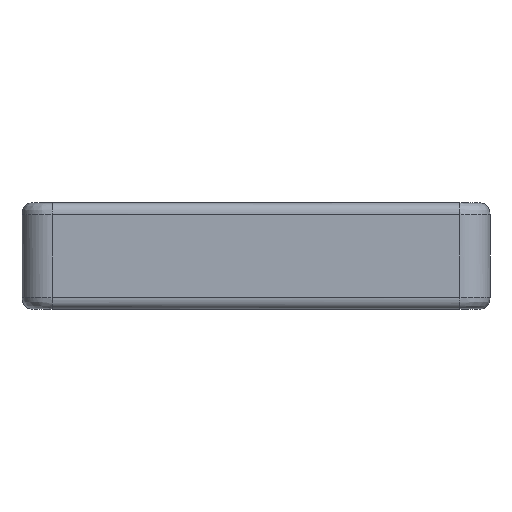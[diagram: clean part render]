
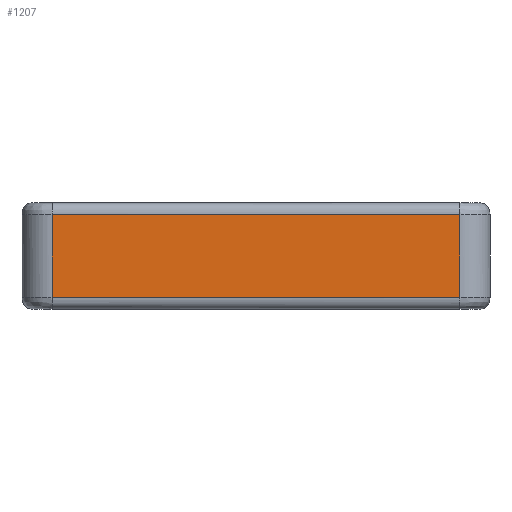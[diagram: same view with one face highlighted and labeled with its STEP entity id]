
A CAD part, left-side view. The second image highlights one B-rep face of the part: STEP entity #1207.
In plain terms, the highlighted planar face has unit normal (-1, 0, 0).
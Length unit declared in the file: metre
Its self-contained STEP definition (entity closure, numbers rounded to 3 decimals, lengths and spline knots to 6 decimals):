
#139=PLANE('',#1310);
#270=ORIENTED_EDGE('',*,*,#521,.T.);
#271=ORIENTED_EDGE('',*,*,#481,.T.);
#272=ORIENTED_EDGE('',*,*,#516,.T.);
#273=ORIENTED_EDGE('',*,*,#503,.T.);
#481=EDGE_CURVE('',#615,#617,#737,.T.);
#503=EDGE_CURVE('',#632,#630,#759,.T.);
#516=EDGE_CURVE('',#617,#632,#772,.T.);
#521=EDGE_CURVE('',#630,#615,#777,.T.);
#615=VERTEX_POINT('',#1984);
#617=VERTEX_POINT('',#2009);
#630=VERTEX_POINT('',#2279);
#632=VERTEX_POINT('',#2308);
#737=B_SPLINE_CURVE_WITH_KNOTS('',3,(#2010,#2011,#2012,#2013),
 .UNSPECIFIED.,.F.,.F.,(4,4),(0.,1.),.UNSPECIFIED.);
#759=B_SPLINE_CURVE_WITH_KNOTS('',3,(#2304,#2305,#2306,#2307),
 .UNSPECIFIED.,.F.,.F.,(4,4),(0.,1.),.UNSPECIFIED.);
#772=B_SPLINE_CURVE_WITH_KNOTS('',3,(#2478,#2479,#2480,#2481),
 .UNSPECIFIED.,.F.,.F.,(4,4),(0.113137,0.886863),
 .UNSPECIFIED.);
#777=B_SPLINE_CURVE_WITH_KNOTS('',3,(#2526,#2527,#2528,#2529),
 .UNSPECIFIED.,.F.,.F.,(4,4),(0.113137,0.886863),
 .UNSPECIFIED.);
#799=EDGE_LOOP('',(#270,#271,#272,#273));
#993=FACE_BOUND('',#799,.T.);
#1207=ADVANCED_FACE('',(#993),#139,.F.);
#1310=AXIS2_PLACEMENT_3D('',#2531,#1487,#1488);
#1487=DIRECTION('',(1.,0.,0.));
#1488=DIRECTION('',(0.,0.,-1.));
#1984=CARTESIAN_POINT('',(-0.047733,0.057887,0.002828));
#2009=CARTESIAN_POINT('',(-0.047733,-0.037971,0.002828));
#2010=CARTESIAN_POINT('',(-0.047733,0.057887,0.002828));
#2011=CARTESIAN_POINT('',(-0.047733,0.025934,0.002828));
#2012=CARTESIAN_POINT('',(-0.047733,-0.006018,0.002828));
#2013=CARTESIAN_POINT('',(-0.047733,-0.037971,0.002828));
#2279=CARTESIAN_POINT('',(-0.047733,0.057887,0.022172));
#2304=CARTESIAN_POINT('',(-0.047733,-0.037971,0.022172));
#2305=CARTESIAN_POINT('',(-0.047733,-0.006018,0.022172));
#2306=CARTESIAN_POINT('',(-0.047733,0.025934,0.022172));
#2307=CARTESIAN_POINT('',(-0.047733,0.057887,0.022172));
#2308=CARTESIAN_POINT('',(-0.047733,-0.037971,0.022172));
#2478=CARTESIAN_POINT('',(-0.047733,-0.037971,0.002828));
#2479=CARTESIAN_POINT('',(-0.047733,-0.037971,0.009276));
#2480=CARTESIAN_POINT('',(-0.047733,-0.037971,0.015724));
#2481=CARTESIAN_POINT('',(-0.047733,-0.037971,0.022172));
#2526=CARTESIAN_POINT('',(-0.047733,0.057887,0.022172));
#2527=CARTESIAN_POINT('',(-0.047733,0.057887,0.015724));
#2528=CARTESIAN_POINT('',(-0.047733,0.057887,0.009276));
#2529=CARTESIAN_POINT('',(-0.047733,0.057887,0.002828));
#2531=CARTESIAN_POINT('',(-0.047733,0.009958,0.025));
